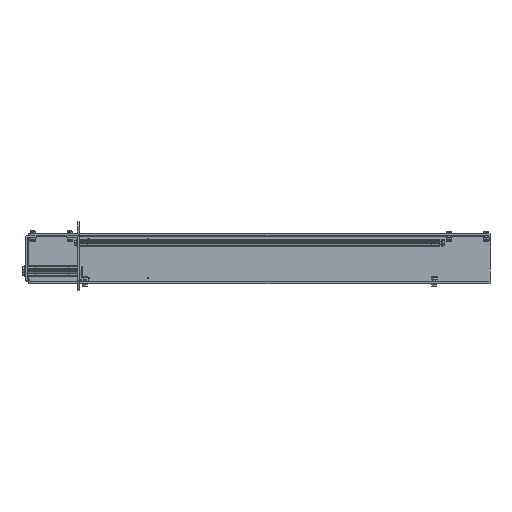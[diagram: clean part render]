
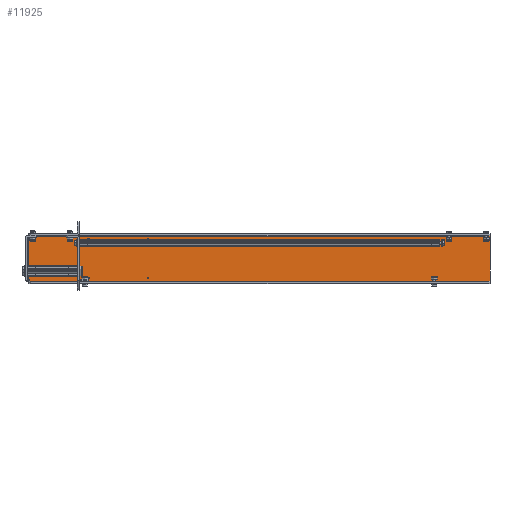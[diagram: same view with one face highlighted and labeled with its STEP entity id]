
A CAD part, top view. The second image highlights one B-rep face of the part: STEP entity #11925.
In plain terms, the highlighted face is planar.
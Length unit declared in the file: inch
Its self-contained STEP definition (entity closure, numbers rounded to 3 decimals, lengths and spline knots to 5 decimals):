
#420=LINE('',#18785,#830);
#421=LINE('',#18787,#831);
#422=LINE('',#18789,#832);
#423=LINE('',#18790,#833);
#830=VECTOR('',#15490,31.);
#831=VECTOR('',#15491,3.02);
#832=VECTOR('',#15492,31.);
#833=VECTOR('',#15493,3.02);
#1167=PLANE('',#13015);
#1898=FACE_BOUND('',#3915,.T.);
#1899=FACE_BOUND('',#3916,.T.);
#1900=FACE_BOUND('',#3917,.T.);
#1901=FACE_BOUND('',#3918,.T.);
#3097=FACE_OUTER_BOUND('',#3914,.T.);
#3914=EDGE_LOOP('',(#9264,#9265,#9266,#9267));
#3915=EDGE_LOOP('',(#9268));
#3916=EDGE_LOOP('',(#9269));
#3917=EDGE_LOOP('',(#9270));
#3918=EDGE_LOOP('',(#9271));
#5335=CIRCLE('',#12633,0.05);
#5337=CIRCLE('',#12636,0.05);
#5339=CIRCLE('',#12639,0.05);
#5341=CIRCLE('',#12642,0.05);
#6289=VERTEX_POINT('',#18145);
#6291=VERTEX_POINT('',#18150);
#6293=VERTEX_POINT('',#18155);
#6295=VERTEX_POINT('',#18160);
#6544=VERTEX_POINT('',#18783);
#6545=VERTEX_POINT('',#18784);
#6546=VERTEX_POINT('',#18786);
#6547=VERTEX_POINT('',#18788);
#7469=EDGE_CURVE('',#6289,#6289,#5335,.T.);
#7471=EDGE_CURVE('',#6291,#6291,#5337,.T.);
#7473=EDGE_CURVE('',#6293,#6293,#5339,.T.);
#7475=EDGE_CURVE('',#6295,#6295,#5341,.T.);
#7724=EDGE_CURVE('',#6544,#6545,#420,.T.);
#7725=EDGE_CURVE('',#6544,#6546,#421,.T.);
#7726=EDGE_CURVE('',#6547,#6546,#422,.T.);
#7727=EDGE_CURVE('',#6547,#6545,#423,.T.);
#9264=ORIENTED_EDGE('',*,*,#7724,.F.);
#9265=ORIENTED_EDGE('',*,*,#7725,.T.);
#9266=ORIENTED_EDGE('',*,*,#7726,.F.);
#9267=ORIENTED_EDGE('',*,*,#7727,.T.);
#9268=ORIENTED_EDGE('',*,*,#7469,.F.);
#9269=ORIENTED_EDGE('',*,*,#7471,.F.);
#9270=ORIENTED_EDGE('',*,*,#7473,.F.);
#9271=ORIENTED_EDGE('',*,*,#7475,.F.);
#11925=ADVANCED_FACE('',(#3097,#1898,#1899,#1900,#1901),#1167,.F.);
#12633=AXIS2_PLACEMENT_3D('',#18146,#14724,#14725);
#12636=AXIS2_PLACEMENT_3D('',#18151,#14730,#14731);
#12639=AXIS2_PLACEMENT_3D('',#18156,#14736,#14737);
#12642=AXIS2_PLACEMENT_3D('',#18161,#14742,#14743);
#13015=AXIS2_PLACEMENT_3D('',#18782,#15488,#15489);
#14724=DIRECTION('center_axis',(0.,1.,0.));
#14725=DIRECTION('ref_axis',(0.,0.,1.));
#14730=DIRECTION('center_axis',(0.,1.,0.));
#14731=DIRECTION('ref_axis',(0.,0.,1.));
#14736=DIRECTION('center_axis',(0.,1.,0.));
#14737=DIRECTION('ref_axis',(0.,0.,1.));
#14742=DIRECTION('center_axis',(0.,1.,0.));
#14743=DIRECTION('ref_axis',(0.,0.,1.));
#15488=DIRECTION('center_axis',(0.,-1.,0.));
#15489=DIRECTION('ref_axis',(0.,0.,-1.));
#15490=DIRECTION('',(-1.,0.,0.));
#15491=DIRECTION('',(0.,0.,-1.));
#15492=DIRECTION('',(1.,0.,0.));
#15493=DIRECTION('',(0.,0.,1.));
#18145=CARTESIAN_POINT('',(4.,0.125,-0.18));
#18146=CARTESIAN_POINT('Origin',(4.,0.125,-0.23));
#18150=CARTESIAN_POINT('',(8.,0.125,-0.18));
#18151=CARTESIAN_POINT('Origin',(8.,0.125,-0.23));
#18155=CARTESIAN_POINT('',(8.,0.125,-2.8));
#18156=CARTESIAN_POINT('Origin',(8.,0.125,-2.85));
#18160=CARTESIAN_POINT('',(4.,0.125,-2.8));
#18161=CARTESIAN_POINT('Origin',(4.,0.125,-2.85));
#18782=CARTESIAN_POINT('Origin',(0.,0.125,-3.08));
#18783=CARTESIAN_POINT('',(31.,0.125,-0.03));
#18784=CARTESIAN_POINT('',(0.,0.125,-0.03));
#18785=CARTESIAN_POINT('',(31.,0.125,-0.03));
#18786=CARTESIAN_POINT('',(31.,0.125,-3.05));
#18787=CARTESIAN_POINT('',(31.,0.125,0.));
#18788=CARTESIAN_POINT('',(0.,0.125,-3.05));
#18789=CARTESIAN_POINT('',(0.,0.125,-3.05));
#18790=CARTESIAN_POINT('',(0.,0.125,0.));
